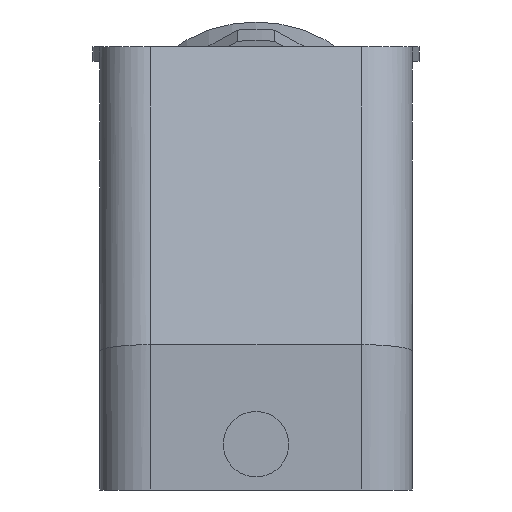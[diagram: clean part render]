
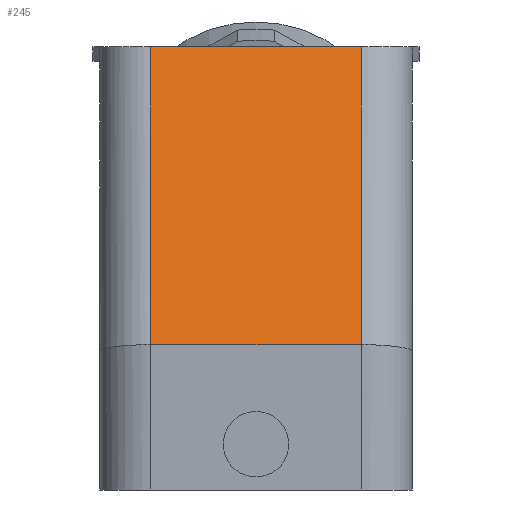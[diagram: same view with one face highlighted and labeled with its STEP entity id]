
A CAD part, left-side view. The second image highlights one B-rep face of the part: STEP entity #245.
In plain terms, the highlighted planar face has unit normal (-0.966, 0, 0.259).
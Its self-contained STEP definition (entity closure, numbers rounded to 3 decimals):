
#245 = ADVANCED_FACE( '', ( #633 ), #634, .T. );
#633 = FACE_OUTER_BOUND( '', #1176, .T. );
#634 = PLANE( '', #1177 );
#1176 = EDGE_LOOP( '', ( #1905, #1906, #1907, #1908 ) );
#1177 = AXIS2_PLACEMENT_3D( '', #1909, #1910, #1911 );
#1905 = ORIENTED_EDGE( '', *, *, #3367, .T. );
#1906 = ORIENTED_EDGE( '', *, *, #3330, .T. );
#1907 = ORIENTED_EDGE( '', *, *, #3368, .F. );
#1908 = ORIENTED_EDGE( '', *, *, #3369, .F. );
#1909 = CARTESIAN_POINT( '', ( -60., 0., 20. ) );
#1910 = DIRECTION( '', ( -0.966, 0., 0.259 ) );
#1911 = DIRECTION( '', ( 0.259, 0., 0.966 ) );
#3330 = EDGE_CURVE( '', #3992, #4004, #4006, .T. );
#3367 = EDGE_CURVE( '', #3821, #3992, #4070, .T. );
#3368 = EDGE_CURVE( '', #4071, #4004, #4072, .T. );
#3369 = EDGE_CURVE( '', #3821, #4071, #4073, .T. );
#3821 = VERTEX_POINT( '', #4680 );
#3992 = VERTEX_POINT( '', #4993 );
#4004 = VERTEX_POINT( '', #5011 );
#4006 = LINE( '', #5013, #5014 );
#4070 = LINE( '', #5153, #5154 );
#4071 = VERTEX_POINT( '', #5155 );
#4072 = LINE( '', #5156, #5157 );
#4073 = LINE( '', #5158, #5159 );
#4680 = CARTESIAN_POINT( '', ( -60., 14.5, 20. ) );
#4993 = CARTESIAN_POINT( '', ( -60., -14.5, 20. ) );
#5011 = CARTESIAN_POINT( '', ( -49.014, -14.5, 61. ) );
#5013 = CARTESIAN_POINT( '', ( -49.014, -14.5, 61. ) );
#5014 = VECTOR( '', #6194, 1000. );
#5153 = CARTESIAN_POINT( '', ( -60., 0., 20. ) );
#5154 = VECTOR( '', #6220, 1000. );
#5155 = CARTESIAN_POINT( '', ( -49.014, 14.5, 61. ) );
#5156 = CARTESIAN_POINT( '', ( -49.014, 0., 61. ) );
#5157 = VECTOR( '', #6221, 1000. );
#5158 = CARTESIAN_POINT( '', ( -49.014, 14.5, 61. ) );
#5159 = VECTOR( '', #6222, 1000. );
#6194 = DIRECTION( '', ( 0.259, 0., 0.966 ) );
#6220 = DIRECTION( '', ( 0., -1., 0. ) );
#6221 = DIRECTION( '', ( 0., -1., 0. ) );
#6222 = DIRECTION( '', ( 0.259, 0., 0.966 ) );
